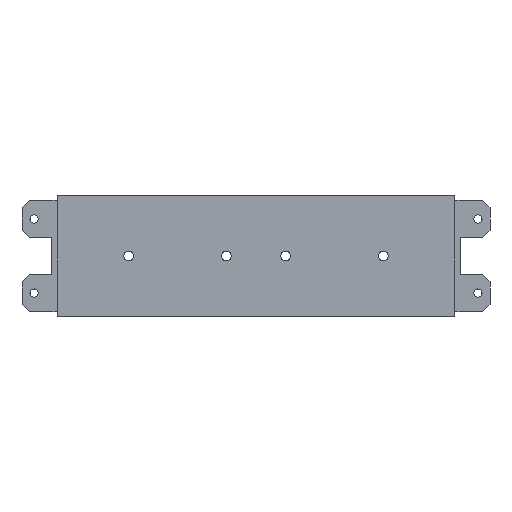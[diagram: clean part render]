
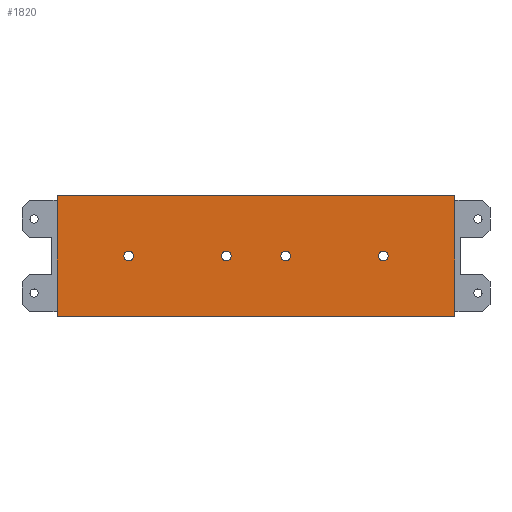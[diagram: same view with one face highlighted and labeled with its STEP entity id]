
A CAD part, top view. The second image highlights one B-rep face of the part: STEP entity #1820.
In plain terms, the highlighted planar face has unit normal (0, 0, 1).
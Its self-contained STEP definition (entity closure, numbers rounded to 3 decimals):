
#392=DIRECTION('',(0.,1.,0.));
#393=VECTOR('',#392,81.4);
#394=CARTESIAN_POINT('',(738.759,191.733,2.));
#395=LINE('',#394,#393);
#399=DIRECTION('',(1.,0.,0.));
#400=VECTOR('',#399,268.6);
#401=CARTESIAN_POINT('',(470.159,191.733,2.));
#402=LINE('',#401,#400);
#406=DIRECTION('',(0.,-1.,0.));
#407=VECTOR('',#406,81.4);
#408=CARTESIAN_POINT('',(470.159,273.133,2.));
#409=LINE('',#408,#407);
#413=DIRECTION('',(-1.,0.,0.));
#414=VECTOR('',#413,268.6);
#415=CARTESIAN_POINT('',(738.759,273.133,2.));
#416=LINE('',#415,#414);
#420=CARTESIAN_POINT('',(690.459,232.433,2.));
#421=DIRECTION('',(0.,0.,-1.));
#422=DIRECTION('',(-1.,0.,0.));
#423=AXIS2_PLACEMENT_3D('',#420,#421,#422);
#428=CARTESIAN_POINT('',(690.459,232.433,2.));
#429=DIRECTION('',(0.,0.,-1.));
#430=DIRECTION('',(1.,0.,0.));
#431=AXIS2_PLACEMENT_3D('',#428,#429,#430);
#436=CARTESIAN_POINT('',(624.459,232.433,2.));
#437=DIRECTION('',(0.,0.,-1.));
#438=DIRECTION('',(-1.,0.,0.));
#439=AXIS2_PLACEMENT_3D('',#436,#437,#438);
#444=CARTESIAN_POINT('',(624.459,232.433,2.));
#445=DIRECTION('',(0.,0.,-1.));
#446=DIRECTION('',(1.,0.,0.));
#447=AXIS2_PLACEMENT_3D('',#444,#445,#446);
#452=CARTESIAN_POINT('',(518.459,232.433,2.));
#453=DIRECTION('',(0.,0.,-1.));
#454=DIRECTION('',(-1.,0.,0.));
#455=AXIS2_PLACEMENT_3D('',#452,#453,#454);
#460=CARTESIAN_POINT('',(518.459,232.433,2.));
#461=DIRECTION('',(0.,0.,-1.));
#462=DIRECTION('',(1.,0.,0.));
#463=AXIS2_PLACEMENT_3D('',#460,#461,#462);
#468=CARTESIAN_POINT('',(584.459,232.433,2.));
#469=DIRECTION('',(0.,0.,-1.));
#470=DIRECTION('',(-1.,0.,0.));
#471=AXIS2_PLACEMENT_3D('',#468,#469,#470);
#476=CARTESIAN_POINT('',(584.459,232.433,2.));
#477=DIRECTION('',(0.,0.,-1.));
#478=DIRECTION('',(1.,0.,0.));
#479=AXIS2_PLACEMENT_3D('',#476,#477,#478);
#1410=CARTESIAN_POINT('',(738.759,191.733,2.));
#1411=CARTESIAN_POINT('',(738.759,273.133,2.));
#1412=VERTEX_POINT('',#1410);
#1413=VERTEX_POINT('',#1411);
#1418=CARTESIAN_POINT('',(470.159,191.733,2.));
#1419=VERTEX_POINT('',#1418);
#1422=CARTESIAN_POINT('',(470.159,273.133,2.));
#1423=VERTEX_POINT('',#1422);
#1426=CARTESIAN_POINT('',(581.209,232.433,2.));
#1428=VERTEX_POINT('',#1426);
#1430=CARTESIAN_POINT('',(587.709,232.433,2.));
#1431=VERTEX_POINT('',#1430);
#1434=CARTESIAN_POINT('',(515.209,232.433,2.));
#1436=VERTEX_POINT('',#1434);
#1438=CARTESIAN_POINT('',(521.709,232.433,2.));
#1439=VERTEX_POINT('',#1438);
#1442=CARTESIAN_POINT('',(621.209,232.433,2.));
#1444=VERTEX_POINT('',#1442);
#1446=CARTESIAN_POINT('',(627.709,232.433,2.));
#1447=VERTEX_POINT('',#1446);
#1450=CARTESIAN_POINT('',(687.209,232.433,2.));
#1452=VERTEX_POINT('',#1450);
#1454=CARTESIAN_POINT('',(693.709,232.433,2.));
#1455=VERTEX_POINT('',#1454);
#1784=CARTESIAN_POINT('',(604.459,232.433,2.));
#1785=DIRECTION('',(0.,0.,1.));
#1786=DIRECTION('',(1.,0.,0.));
#1787=AXIS2_PLACEMENT_3D('',#1784,#1785,#1786);
#1788=PLANE('',#1787);
#1789=ORIENTED_EDGE('',*,*,#1651,.F.);
#1791=ORIENTED_EDGE('',*,*,#1790,.F.);
#1793=ORIENTED_EDGE('',*,*,#1792,.F.);
#1795=ORIENTED_EDGE('',*,*,#1794,.F.);
#1796=EDGE_LOOP('',(#1789,#1791,#1793,#1795));
#1797=FACE_OUTER_BOUND('',#1796,.F.);
#1798=ORIENTED_EDGE('',*,*,#1770,.F.);
#1799=ORIENTED_EDGE('',*,*,#1752,.F.);
#1800=EDGE_LOOP('',(#1798,#1799));
#1801=FACE_BOUND('',#1800,.F.);
#1803=ORIENTED_EDGE('',*,*,#1802,.F.);
#1805=ORIENTED_EDGE('',*,*,#1804,.F.);
#1806=EDGE_LOOP('',(#1803,#1805));
#1807=FACE_BOUND('',#1806,.F.);
#1809=ORIENTED_EDGE('',*,*,#1808,.F.);
#1811=ORIENTED_EDGE('',*,*,#1810,.F.);
#1812=EDGE_LOOP('',(#1809,#1811));
#1813=FACE_BOUND('',#1812,.F.);
#1815=ORIENTED_EDGE('',*,*,#1814,.F.);
#1817=ORIENTED_EDGE('',*,*,#1816,.F.);
#1818=EDGE_LOOP('',(#1815,#1817));
#1819=FACE_BOUND('',#1818,.F.);
#424=CIRCLE('',#423,3.25);
#432=CIRCLE('',#431,3.25);
#440=CIRCLE('',#439,3.25);
#448=CIRCLE('',#447,3.25);
#456=CIRCLE('',#455,3.25);
#464=CIRCLE('',#463,3.25);
#472=CIRCLE('',#471,3.25);
#480=CIRCLE('',#479,3.25);
#1651=EDGE_CURVE('',#1412,#1413,#395,.T.);
#1752=EDGE_CURVE('',#1455,#1452,#432,.T.);
#1770=EDGE_CURVE('',#1452,#1455,#424,.T.);
#1790=EDGE_CURVE('',#1419,#1412,#402,.T.);
#1792=EDGE_CURVE('',#1423,#1419,#409,.T.);
#1794=EDGE_CURVE('',#1413,#1423,#416,.T.);
#1802=EDGE_CURVE('',#1444,#1447,#440,.T.);
#1804=EDGE_CURVE('',#1447,#1444,#448,.T.);
#1808=EDGE_CURVE('',#1436,#1439,#456,.T.);
#1810=EDGE_CURVE('',#1439,#1436,#464,.T.);
#1814=EDGE_CURVE('',#1428,#1431,#472,.T.);
#1816=EDGE_CURVE('',#1431,#1428,#480,.T.);
#1820=ADVANCED_FACE('',(#1797,#1801,#1807,#1813,#1819),#1788,.T.);
